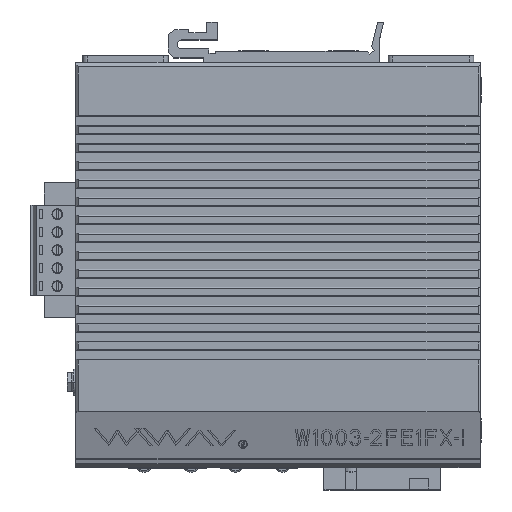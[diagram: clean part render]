
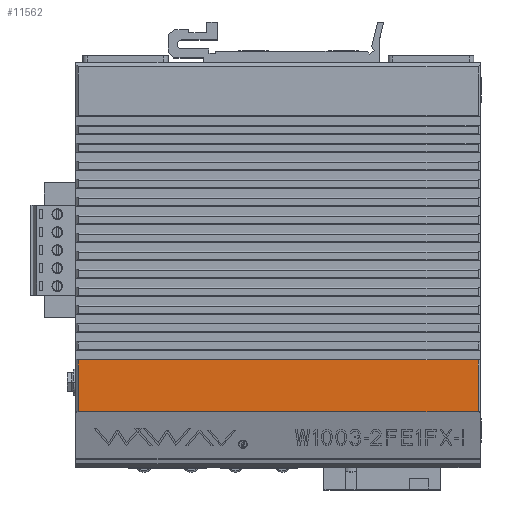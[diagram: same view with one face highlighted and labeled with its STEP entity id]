
A CAD part, top view. The second image highlights one B-rep face of the part: STEP entity #11562.
In plain terms, the highlighted planar face has unit normal (0, 0, 1).
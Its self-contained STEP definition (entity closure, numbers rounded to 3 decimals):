
#6888=CARTESIAN_POINT('',(14754.039,3347.709,29.9));
#6898=DIRECTION('',(1.,0.,0.));
#6899=VECTOR('',#6898,89.);
#6900=CARTESIAN_POINT('',(14665.039,3347.709,29.9));
#6901=LINE('',#6900,#6899);
#6921=DIRECTION('',(0.,1.,0.));
#6922=VECTOR('',#6921,11.526);
#6923=CARTESIAN_POINT('',(14665.039,3336.183,29.9));
#6924=LINE('',#6923,#6922);
#6937=DIRECTION('',(-1.,0.,0.));
#6938=VECTOR('',#6937,89.);
#6939=CARTESIAN_POINT('',(14754.039,3336.183,29.9));
#6940=LINE('',#6939,#6938);
#6953=DIRECTION('',(0.,-1.,0.));
#6954=VECTOR('',#6953,11.526);
#6955=CARTESIAN_POINT('',(14754.039,3347.709,29.9));
#6956=LINE('',#6955,#6954);
#7233=CARTESIAN_POINT('',(14754.039,3336.183,29.9));
#7234=VERTEX_POINT('',#7233);
#7274=CARTESIAN_POINT('',(14665.039,3336.183,29.9));
#7275=VERTEX_POINT('',#7274);
#7279=VERTEX_POINT('',#6888);
#7320=CARTESIAN_POINT('',(14665.039,3347.709,29.9));
#7321=VERTEX_POINT('',#7320);
#11549=CARTESIAN_POINT('',(14754.539,3347.709,29.9));
#11550=DIRECTION('',(0.,0.,1.));
#11551=DIRECTION('',(-1.,0.,0.));
#11552=AXIS2_PLACEMENT_3D('',#11549,#11550,#11551);
#11553=PLANE('',#11552);
#11555=ORIENTED_EDGE('',*,*,#11554,.T.);
#11556=ORIENTED_EDGE('',*,*,#11538,.T.);
#11557=ORIENTED_EDGE('',*,*,#11526,.T.);
#11559=ORIENTED_EDGE('',*,*,#11558,.T.);
#11560=EDGE_LOOP('',(#11555,#11556,#11557,#11559));
#11561=FACE_OUTER_BOUND('',#11560,.F.);
#11526=EDGE_CURVE('',#7321,#7279,#6901,.T.);
#11538=EDGE_CURVE('',#7275,#7321,#6924,.T.);
#11554=EDGE_CURVE('',#7234,#7275,#6940,.T.);
#11558=EDGE_CURVE('',#7279,#7234,#6956,.T.);
#11562=ADVANCED_FACE('',(#11561),#11553,.T.);
